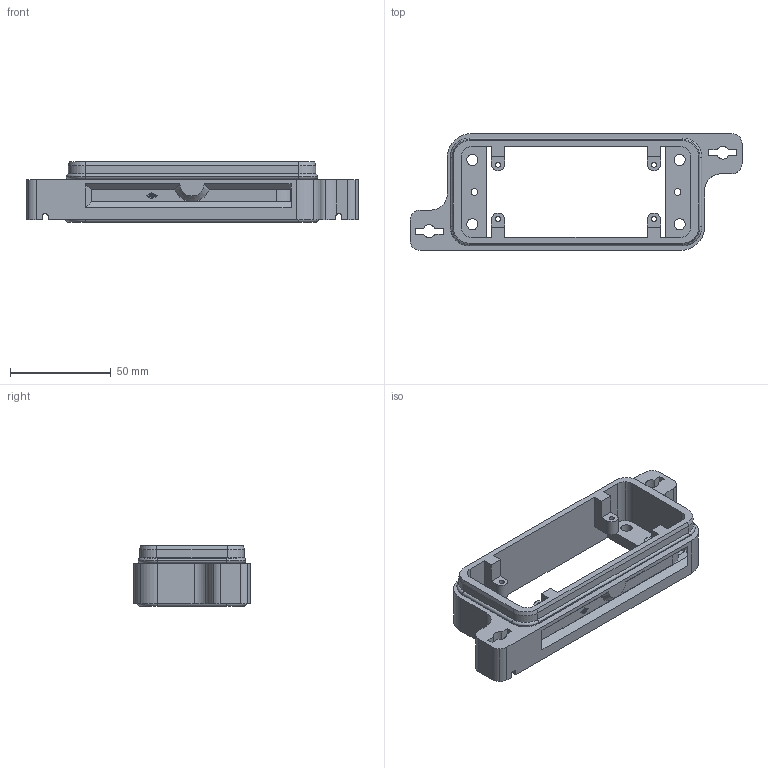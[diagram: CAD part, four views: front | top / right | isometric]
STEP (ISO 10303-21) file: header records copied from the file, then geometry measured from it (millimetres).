
FILE_DESCRIPTION((''),'2;1');
FILE_NAME('CGI 16 B.stp','2007-01-02T16:46:38',('gembarski'),(''),'Autodesk Inventor 7','Autodesk Inventor 7','');
FILE_SCHEMA(('AUTOMOTIVE_DESIGN { 1 0 10303 214 1 1 1 1 }'));
Length unit declared in the file: millimetre
Products named in the file (1): Anbaugehäuse
Bounding box: 165 x 58 x 30.25 mm (x, y, z)
Volume: 71333.9 mm3; surface area: 38247.3 mm2
Topology: 1 solids, 1 shells, 326 faces, 895 edges, 566 vertices
Faces by surface type: plane 164, cylinder 128, torus 20, bspline 8, cone 6
Entity records: 10776 total; most frequent: CARTESIAN_POINT 2302, ORIENTED_EDGE 1790, DIRECTION 1769, EDGE_CURVE 895, AXIS2_PLACEMENT_3D 607, VERTEX_POINT 566, VECTOR 555, LINE 555
